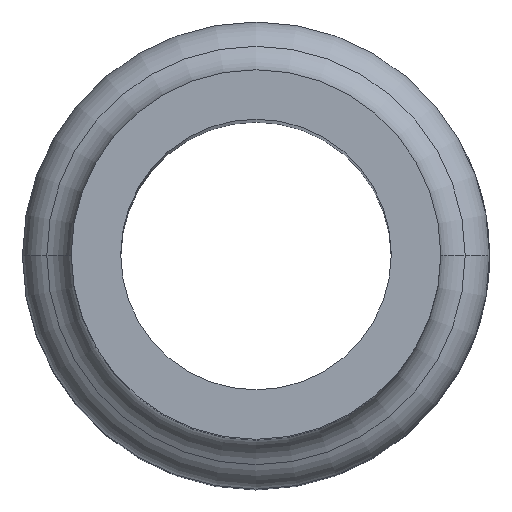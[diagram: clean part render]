
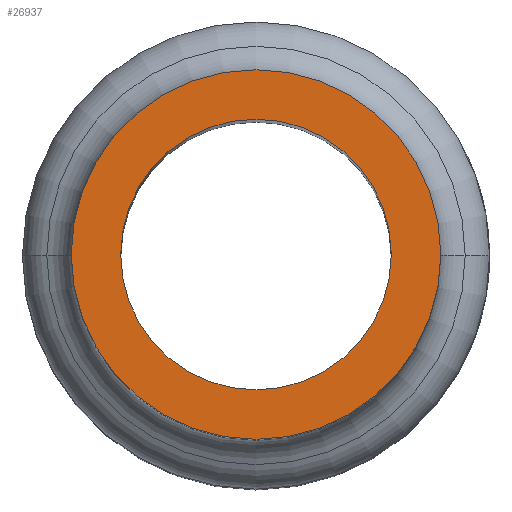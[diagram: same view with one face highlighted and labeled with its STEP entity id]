
A CAD part, top view. The second image highlights one B-rep face of the part: STEP entity #26937.
In plain terms, the highlighted planar face has unit normal (0, 0, 1).
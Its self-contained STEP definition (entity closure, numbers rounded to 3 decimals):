
#130 = EDGE_CURVE ( 'NONE', #20771, #4574, #4600, .T. ) ;
#131 = CARTESIAN_POINT ( 'NONE',  ( 0., 0., 0. ) ) ;
#3005 = DIRECTION ( 'NONE',  ( 0., 0., 1. ) ) ;
#3781 = ORIENTED_EDGE ( 'NONE', *, *, #8247, .F. ) ;
#4349 = CIRCLE ( 'NONE', #26252, 9.85 ) ;
#4367 = ORIENTED_EDGE ( 'NONE', *, *, #12120, .F. ) ;
#4574 = VERTEX_POINT ( 'NONE', #17098 ) ;
#4600 = CIRCLE ( 'NONE', #13282, 13.45 ) ;
#4788 = ORIENTED_EDGE ( 'NONE', *, *, #27428, .T. ) ;
#5341 = CARTESIAN_POINT ( 'NONE',  ( 9.85, 0., 0. ) ) ;
#5950 = DIRECTION ( 'NONE',  ( 1., 0., 0. ) ) ;
#6248 = VERTEX_POINT ( 'NONE', #5341 ) ;
#6934 = DIRECTION ( 'NONE',  ( 0., 0., 1. ) ) ;
#8247 = EDGE_CURVE ( 'NONE', #22698, #6248, #21683, .T. ) ;
#8715 = EDGE_LOOP ( 'NONE', ( #4367, #3781 ) ) ;
#9003 = CARTESIAN_POINT ( 'NONE',  ( 0., 0., 0. ) ) ;
#10390 = DIRECTION ( 'NONE',  ( 0., 0., 1. ) ) ;
#10829 = AXIS2_PLACEMENT_3D ( 'NONE', #14370, #14788, #27344 ) ;
#11922 = DIRECTION ( 'NONE',  ( 1., 0., 0. ) ) ;
#11953 = EDGE_LOOP ( 'NONE', ( #20317, #4788 ) ) ;
#12120 = EDGE_CURVE ( 'NONE', #6248, #22698, #4349, .T. ) ;
#12255 = CARTESIAN_POINT ( 'NONE',  ( 0., 0., 0. ) ) ;
#13282 = AXIS2_PLACEMENT_3D ( 'NONE', #9003, #3005, #17744 ) ;
#14370 = CARTESIAN_POINT ( 'NONE',  ( 0., 10.85, 0. ) ) ;
#14788 = DIRECTION ( 'NONE',  ( 0., 0., -1. ) ) ;
#14844 = AXIS2_PLACEMENT_3D ( 'NONE', #17972, #6934, #11922 ) ;
#16385 = FACE_BOUND ( 'NONE', #8715, .T. ) ;
#17098 = CARTESIAN_POINT ( 'NONE',  ( -13.45, 0., 0. ) ) ;
#17268 = CIRCLE ( 'NONE', #28166, 13.45 ) ;
#17744 = DIRECTION ( 'NONE',  ( 1., 0., 0. ) ) ;
#17972 = CARTESIAN_POINT ( 'NONE',  ( 0., 0., 0. ) ) ;
#18936 = FACE_OUTER_BOUND ( 'NONE', #11953, .T. ) ;
#19052 = CARTESIAN_POINT ( 'NONE',  ( -9.85, 0., 0. ) ) ;
#19099 = CARTESIAN_POINT ( 'NONE',  ( 13.45, 0., 0. ) ) ;
#20317 = ORIENTED_EDGE ( 'NONE', *, *, #130, .T. ) ;
#20771 = VERTEX_POINT ( 'NONE', #19099 ) ;
#21683 = CIRCLE ( 'NONE', #14844, 9.85 ) ;
#21983 = DIRECTION ( 'NONE',  ( 1., 0., 0. ) ) ;
#22698 = VERTEX_POINT ( 'NONE', #19052 ) ;
#25058 = PLANE ( 'NONE',  #10829 ) ;
#26252 = AXIS2_PLACEMENT_3D ( 'NONE', #131, #26821, #21983 ) ;
#26821 = DIRECTION ( 'NONE',  ( 0., 0., 1. ) ) ;
#26937 = ADVANCED_FACE ( 'NONE', ( #16385, #18936 ), #25058, .F. ) ;
#27344 = DIRECTION ( 'NONE',  ( -1., 0., 0. ) ) ;
#27428 = EDGE_CURVE ( 'NONE', #4574, #20771, #17268, .T. ) ;
#28166 = AXIS2_PLACEMENT_3D ( 'NONE', #12255, #10390, #5950 ) ;
